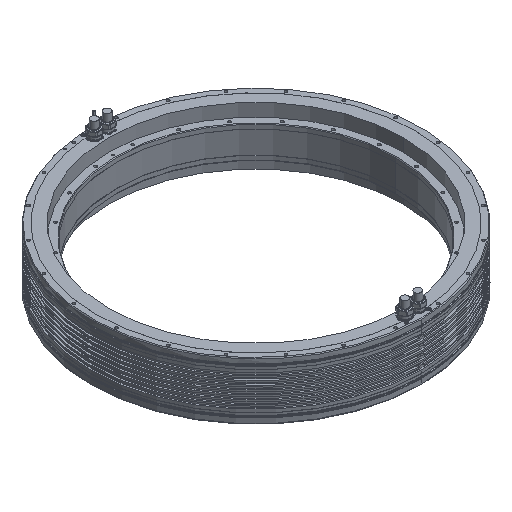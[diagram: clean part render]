
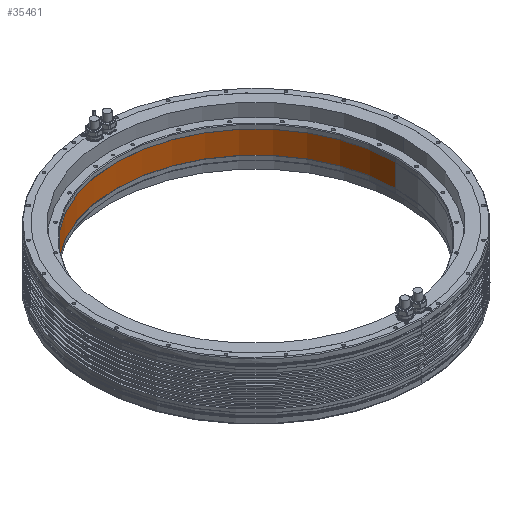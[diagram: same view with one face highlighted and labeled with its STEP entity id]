
A CAD part, isometric view. The second image highlights one B-rep face of the part: STEP entity #35461.
In plain terms, the highlighted cylindrical face has radius 435.4 mm (diameter 870.8 mm), a partial arc.
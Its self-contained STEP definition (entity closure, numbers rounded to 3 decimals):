
#32911=CARTESIAN_POINT('',(0.,0.,-54.9));
#32912=DIRECTION('',(0.,0.,-1.));
#32913=DIRECTION('',(-1.,0.,0.));
#32914=AXIS2_PLACEMENT_3D('',#32911,#32912,#32913);
#32926=DIRECTION('',(0.,0.,1.));
#32927=VECTOR('',#32926,70.2);
#32928=CARTESIAN_POINT('',(-435.4,0.,-125.1));
#32929=LINE('',#32928,#32927);
#32930=DIRECTION('',(0.,0.,1.));
#32931=VECTOR('',#32930,70.2);
#32932=CARTESIAN_POINT('',(435.4,0.,-125.1));
#32933=LINE('',#32932,#32931);
#32934=CARTESIAN_POINT('',(0.,0.,-125.1));
#32935=DIRECTION('',(0.,0.,-1.));
#32936=DIRECTION('',(-1.,0.,0.));
#32937=AXIS2_PLACEMENT_3D('',#32934,#32935,#32936);
#34300=CARTESIAN_POINT('',(-435.4,0.,-125.1));
#34301=CARTESIAN_POINT('',(-435.4,0.,-54.9));
#34302=VERTEX_POINT('',#34300);
#34303=VERTEX_POINT('',#34301);
#34304=CARTESIAN_POINT('',(435.4,0.,-125.1));
#34305=CARTESIAN_POINT('',(435.4,0.,-54.9));
#34306=VERTEX_POINT('',#34304);
#34307=VERTEX_POINT('',#34305);
#35449=CARTESIAN_POINT('',(0.,0.,-145.55));
#35450=DIRECTION('',(0.,0.,1.));
#35451=DIRECTION('',(1.,0.,0.));
#35452=AXIS2_PLACEMENT_3D('',#35449,#35450,#35451);
#35453=CYLINDRICAL_SURFACE('',#35452,435.4);
#35454=ORIENTED_EDGE('',*,*,#35432,.T.);
#35455=ORIENTED_EDGE('',*,*,#35395,.T.);
#35456=ORIENTED_EDGE('',*,*,#35436,.F.);
#35458=ORIENTED_EDGE('',*,*,#35457,.F.);
#35459=EDGE_LOOP('',(#35454,#35455,#35456,#35458));
#35460=FACE_OUTER_BOUND('',#35459,.F.);
#35461=ADVANCED_FACE('',(#35460),#35453,.F.);
#32915=CIRCLE('',#32914,435.4);
#32938=CIRCLE('',#32937,435.4);
#35395=EDGE_CURVE('',#34303,#34307,#32915,.T.);
#35432=EDGE_CURVE('',#34302,#34303,#32929,.T.);
#35436=EDGE_CURVE('',#34306,#34307,#32933,.T.);
#35457=EDGE_CURVE('',#34302,#34306,#32938,.T.);
